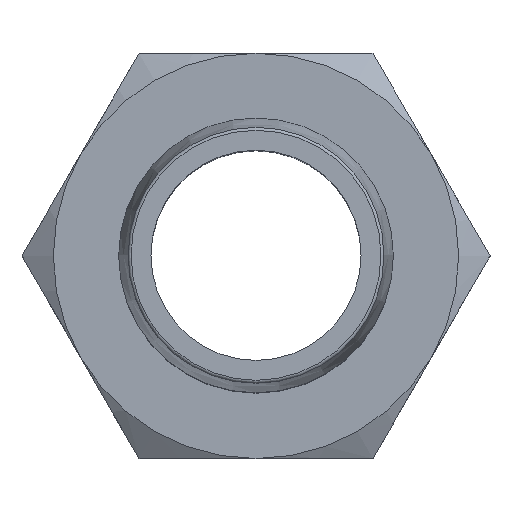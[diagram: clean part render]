
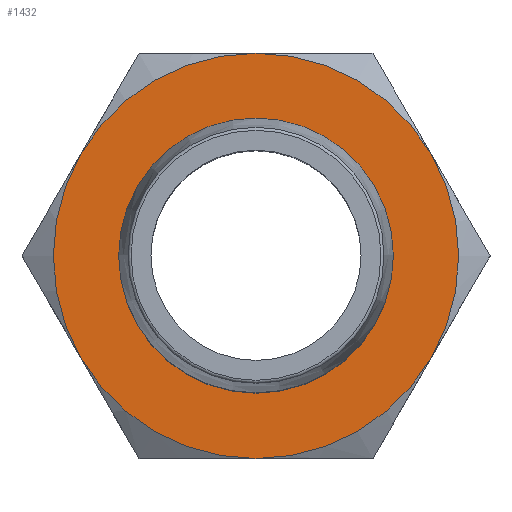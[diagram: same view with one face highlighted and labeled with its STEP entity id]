
A CAD part, top view. The second image highlights one B-rep face of the part: STEP entity #1432.
In plain terms, the highlighted face is planar.
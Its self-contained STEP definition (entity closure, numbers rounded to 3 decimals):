
#695=PLANE('',#1331);
#739=ORIENTED_EDGE('',*,*,#935,.T.);
#740=ORIENTED_EDGE('',*,*,#936,.T.);
#741=ORIENTED_EDGE('',*,*,#937,.T.);
#742=ORIENTED_EDGE('',*,*,#938,.T.);
#743=ORIENTED_EDGE('',*,*,#939,.T.);
#744=ORIENTED_EDGE('',*,*,#940,.T.);
#745=ORIENTED_EDGE('',*,*,#941,.F.);
#845=CIRCLE('',#1330,13.5);
#846=CIRCLE('',#1332,13.5);
#847=CIRCLE('',#1333,13.5);
#848=CIRCLE('',#1334,13.5);
#849=CIRCLE('',#1335,13.5);
#850=CIRCLE('',#1336,13.5);
#851=CIRCLE('',#1337,9.15);
#882=VERTEX_POINT('',#1500);
#883=VERTEX_POINT('',#1504);
#886=VERTEX_POINT('',#1515);
#887=VERTEX_POINT('',#1517);
#888=VERTEX_POINT('',#1519);
#889=VERTEX_POINT('',#1521);
#890=VERTEX_POINT('',#1524);
#935=EDGE_CURVE('',#883,#882,#845,.T.);
#936=EDGE_CURVE('',#882,#886,#846,.T.);
#937=EDGE_CURVE('',#886,#887,#847,.T.);
#938=EDGE_CURVE('',#887,#888,#848,.T.);
#939=EDGE_CURVE('',#888,#889,#849,.T.);
#940=EDGE_CURVE('',#889,#883,#850,.T.);
#941=EDGE_CURVE('',#890,#890,#851,.T.);
#987=EDGE_LOOP('',(#739,#740,#741,#742,#743,#744));
#988=EDGE_LOOP('',(#745));
#1049=FACE_BOUND('',#987,.T.);
#1050=FACE_BOUND('',#988,.T.);
#1154=DIRECTION('',(0.,1.,0.));
#1155=DIRECTION('',(0.,0.,13.5));
#1156=DIRECTION('',(0.,1.,0.));
#1157=DIRECTION('',(1.,0.,0.));
#1158=DIRECTION('',(0.,1.,0.));
#1159=DIRECTION('',(11.691,0.,6.75));
#1160=DIRECTION('',(0.,1.,0.));
#1161=DIRECTION('',(11.691,0.,-6.75));
#1162=DIRECTION('',(0.,1.,0.));
#1163=DIRECTION('',(0.,0.,-13.5));
#1164=DIRECTION('',(0.,1.,0.));
#1165=DIRECTION('',(-11.691,0.,-6.75));
#1166=DIRECTION('',(0.,1.,0.));
#1167=DIRECTION('',(-11.691,0.,6.75));
#1168=DIRECTION('',(0.,1.,0.));
#1169=DIRECTION('',(9.15,0.,0.));
#1330=AXIS2_PLACEMENT_3D('',#1513,#1154,#1155);
#1331=AXIS2_PLACEMENT_3D('',#1514,#1156,#1157);
#1332=AXIS2_PLACEMENT_3D('',#1516,#1158,#1159);
#1333=AXIS2_PLACEMENT_3D('',#1518,#1160,#1161);
#1334=AXIS2_PLACEMENT_3D('',#1520,#1162,#1163);
#1335=AXIS2_PLACEMENT_3D('',#1522,#1164,#1165);
#1336=AXIS2_PLACEMENT_3D('',#1523,#1166,#1167);
#1337=AXIS2_PLACEMENT_3D('',#1525,#1168,#1169);
#1432=ADVANCED_FACE('',(#1049,#1050),#695,.T.);
#1500=CARTESIAN_POINT('',(36.372,38.542,6.75));
#1504=CARTESIAN_POINT('',(24.681,38.542,13.5));
#1513=CARTESIAN_POINT('',(24.681,38.542,0.));
#1514=CARTESIAN_POINT('',(38.181,38.542,0.));
#1515=CARTESIAN_POINT('',(36.372,38.542,-6.75));
#1516=CARTESIAN_POINT('',(24.681,38.542,0.));
#1517=CARTESIAN_POINT('',(24.681,38.542,-13.5));
#1518=CARTESIAN_POINT('',(24.681,38.542,0.));
#1519=CARTESIAN_POINT('',(12.989,38.542,-6.75));
#1520=CARTESIAN_POINT('',(24.681,38.542,0.));
#1521=CARTESIAN_POINT('',(12.989,38.542,6.75));
#1522=CARTESIAN_POINT('',(24.681,38.542,0.));
#1523=CARTESIAN_POINT('',(24.681,38.542,0.));
#1524=CARTESIAN_POINT('',(33.831,38.542,0.));
#1525=CARTESIAN_POINT('',(24.681,38.542,0.));
